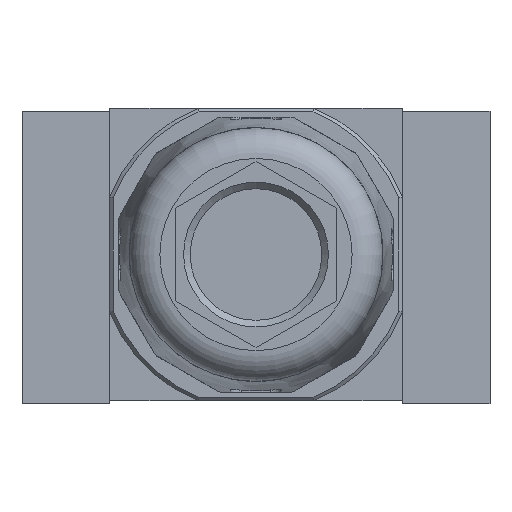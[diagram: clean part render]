
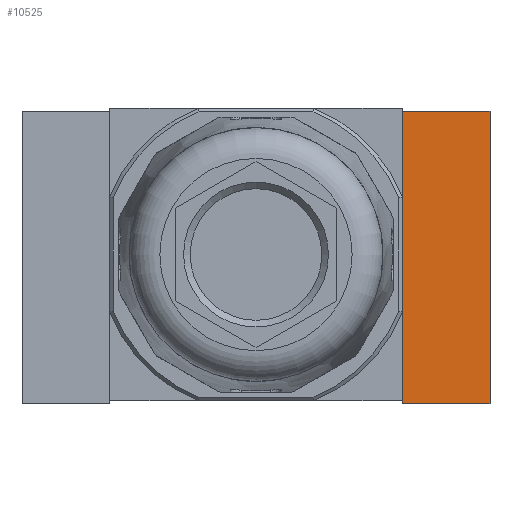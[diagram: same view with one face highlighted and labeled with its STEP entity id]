
A CAD part, front view. The second image highlights one B-rep face of the part: STEP entity #10525.
In plain terms, the highlighted face is planar.
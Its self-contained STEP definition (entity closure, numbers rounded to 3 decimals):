
#271=PLANE('',#11314);
#721=LINE('',#16616,#1251);
#726=LINE('',#16630,#1256);
#728=LINE('',#16634,#1258);
#729=LINE('',#16635,#1259);
#1251=VECTOR('',#13211,1000.);
#1256=VECTOR('',#13224,1000.);
#1258=VECTOR('',#13228,1000.);
#1259=VECTOR('',#13229,1000.);
#3611=ORIENTED_EDGE('',*,*,#5079,.T.);
#3612=ORIENTED_EDGE('',*,*,#5070,.F.);
#3613=ORIENTED_EDGE('',*,*,#5080,.F.);
#3614=ORIENTED_EDGE('',*,*,#5077,.T.);
#5070=EDGE_CURVE('',#5964,#5961,#721,.T.);
#5077=EDGE_CURVE('',#5970,#5969,#726,.T.);
#5079=EDGE_CURVE('',#5969,#5961,#728,.T.);
#5080=EDGE_CURVE('',#5970,#5964,#729,.T.);
#5961=VERTEX_POINT('',#16610);
#5964=VERTEX_POINT('',#16615);
#5969=VERTEX_POINT('',#16629);
#5970=VERTEX_POINT('',#16631);
#6983=EDGE_LOOP('',(#3611,#3612,#3613,#3614));
#7597=FACE_BOUND('',#6983,.T.);
#10525=ADVANCED_FACE('',(#7597),#271,.F.);
#11314=AXIS2_PLACEMENT_3D('',#16633,#13226,#13227);
#13211=DIRECTION('',(0.,0.,-1.));
#13224=DIRECTION('',(0.,0.,-1.));
#13226=DIRECTION('',(0.,-1.,0.));
#13227=DIRECTION('',(0.,0.,-1.));
#13228=DIRECTION('',(-1.,0.,0.));
#13229=DIRECTION('',(-1.,0.,0.));
#16610=CARTESIAN_POINT('',(-20.,10.,-6.));
#16615=CARTESIAN_POINT('',(-20.,10.,6.));
#16616=CARTESIAN_POINT('',(-20.,10.,6.));
#16629=CARTESIAN_POINT('',(20.,10.,-6.));
#16630=CARTESIAN_POINT('',(20.,10.,6.));
#16631=CARTESIAN_POINT('',(20.,10.,6.));
#16633=CARTESIAN_POINT('',(20.,10.,6.));
#16634=CARTESIAN_POINT('',(20.,10.,-6.));
#16635=CARTESIAN_POINT('',(20.,10.,6.));
